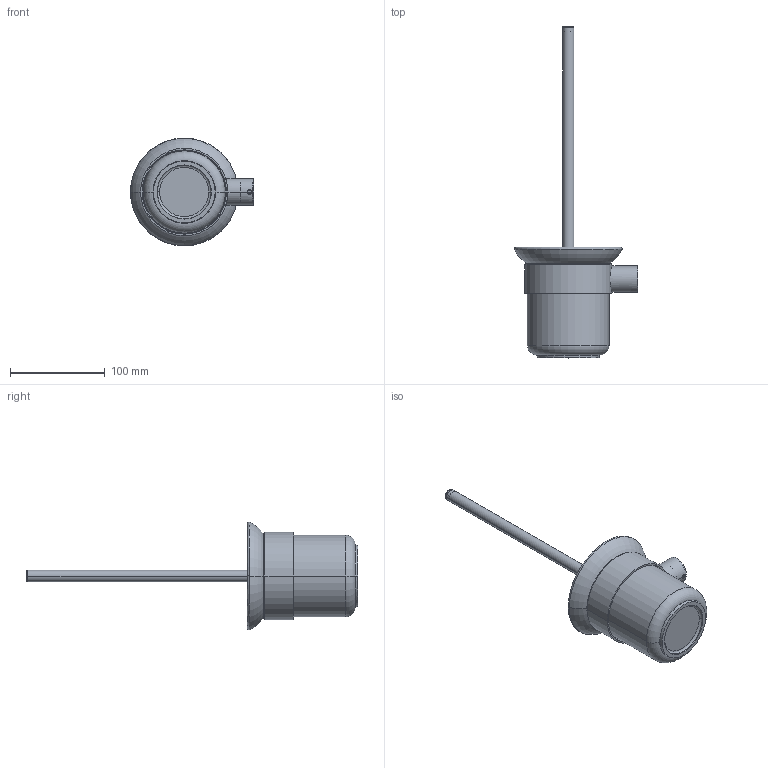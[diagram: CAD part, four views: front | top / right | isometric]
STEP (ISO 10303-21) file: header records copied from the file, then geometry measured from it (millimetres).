
FILE_DESCRIPTION((''),'2;1');
FILE_NAME('AA200061_ASM','2019-06-05T15:19:52',('SJ03'),(''),'CREO PARAMETRIC BY PTC INC, 2018100','CREO PARAMETRIC BY PTC INC, 2018100','');
FILE_SCHEMA(('CONFIG_CONTROL_DESIGN'));
Length unit declared in the file: millimetre
Products named in the file (11): 80HAA200061_AF0; 81HAA200031_AF0; 81HAA200011_AF2; 80AA200061_ASM; 86AA030061; 84AA030061; 83AA030061; 82AA030061; 81AA030061; 81AA200061; AA200061_ASM
Assembly tree (10 placements, depth 3):
  AA200061_ASM
    80AA200061_ASM
      80HAA200061_AF0
      81HAA200031_AF0
      81HAA200011_AF2
    86AA030061
    84AA030061
    83AA030061
    82AA030061
    81AA030061
    81AA200061
Bounding box: 129.72 x 349.7 x 113.44 mm (x, y, z)
Volume: 484491.4 mm3; surface area: 158671.7 mm2
Topology: 9 solids, 12 shells, 133 faces, 276 edges, 166 vertices
Faces by surface type: cylinder 63, plane 28, torus 22, cone 18, sphere 2
Entity records: 4092 total; most frequent: CARTESIAN_POINT 876, DIRECTION 752, ORIENTED_EDGE 532, AXIS2_PLACEMENT_3D 334, EDGE_CURVE 272, CIRCLE 172, VERTEX_POINT 166, EDGE_LOOP 156
